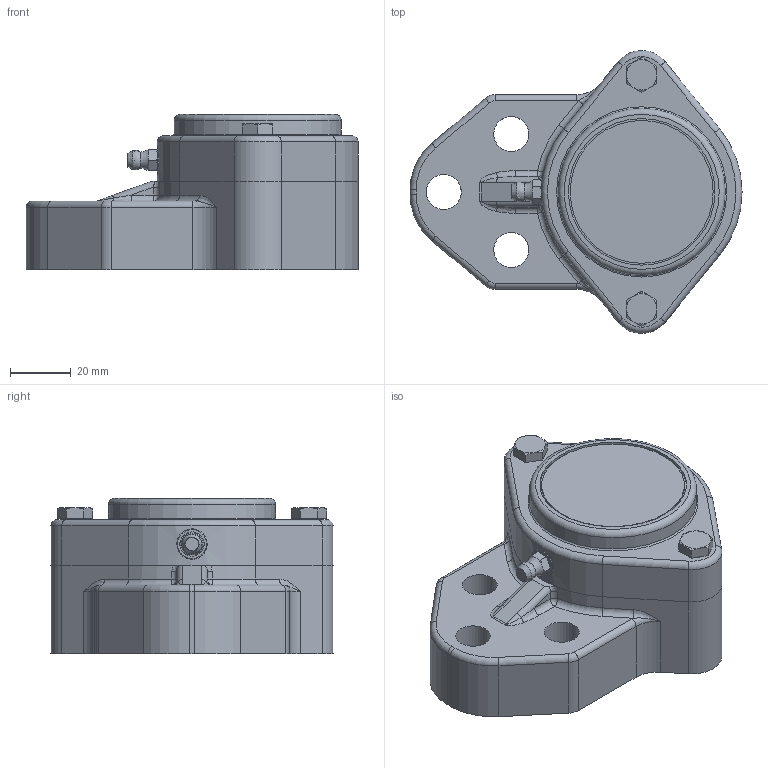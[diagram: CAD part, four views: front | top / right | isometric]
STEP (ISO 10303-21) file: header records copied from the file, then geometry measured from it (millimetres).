
FILE_DESCRIPTION(/* description */ (''),/* implementation_level */ '2;1');
FILE_NAME(/* name */ 'NG20-FBL30.stp',/* time_stamp */ '2019-12-13T10:27:21+01:00',/* author */ ('fje'),/* organization */ (''),/* preprocessor_version */ 'ST-DEVELOPER v17',/* originating_system */ 'Autodesk Inventor 2018',/* authorisation */ '');
FILE_SCHEMA (('CONFIG_CONTROL_DESIGN'));
Length unit declared in the file: millimetre
Products named in the file (1): Part13
Bounding box: 109.2 x 92.93 x 51 mm (x, y, z)
Volume: 206179 mm3; surface area: 73638.3 mm2
Topology: 17 solids, 18 shells, 380 faces, 963 edges, 637 vertices
Faces by surface type: plane 156, cylinder 117, cone 55, torus 35, bspline 10, sphere 7
Full cylindrical faces by diameter (mm): 2.4 x1, 3 x4, 4.917 x2, 5.459 x2, 6 x4, 6.5 x2, 7 x4, 7.8 x4, 8 x1, 8.7 x2, 9 x3, 10 x1, 11.5 x3, 20 x2, 24.2 x1, 26.5 x1, 26.9 x2, 29 x1, 29.27 x2, 30 x2, 30.85 x1, 33 x1, 38.75 x1, 40.33 x4, 47 x2, 48.2 x1, 53.5 x2, 55 x4, 60 x1, 62.8 x1
Entity records: 12951 total; most frequent: CARTESIAN_POINT 3098, DIRECTION 2068, ORIENTED_EDGE 1918, EDGE_CURVE 959, AXIS2_PLACEMENT_3D 844, VERTEX_POINT 658, CIRCLE 463, EDGE_LOOP 458
